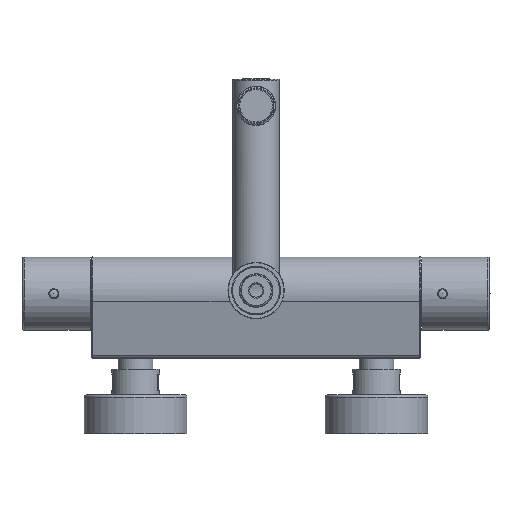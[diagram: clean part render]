
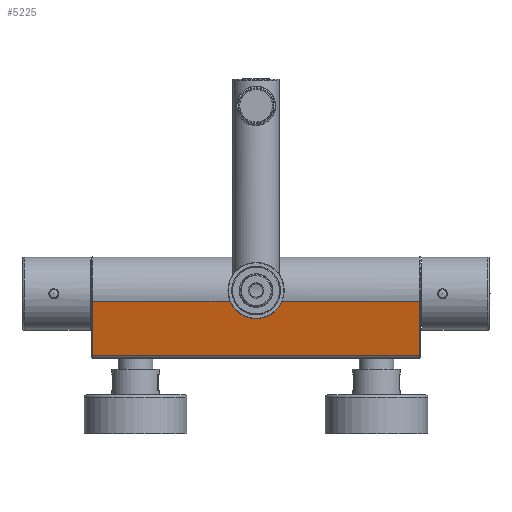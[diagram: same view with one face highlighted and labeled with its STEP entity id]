
A CAD part, front view. The second image highlights one B-rep face of the part: STEP entity #5225.
In plain terms, the highlighted planar face has unit normal (0, -0.978, -0.208).
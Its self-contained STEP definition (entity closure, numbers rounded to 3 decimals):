
#56=ELLIPSE('',#6450,10.735,10.5);
#354=LINE('',#18539,#637);
#363=LINE('',#18583,#646);
#367=LINE('',#18605,#650);
#368=LINE('',#18610,#651);
#369=LINE('',#18611,#652);
#637=VECTOR('',#7531,1000.);
#646=VECTOR('',#7580,1000.);
#650=VECTOR('',#7610,1000.);
#651=VECTOR('',#7615,1000.);
#652=VECTOR('',#7616,1000.);
#1752=ORIENTED_EDGE('',*,*,#2755,.T.);
#1753=ORIENTED_EDGE('',*,*,#2756,.T.);
#1754=ORIENTED_EDGE('',*,*,#2721,.F.);
#1755=ORIENTED_EDGE('',*,*,#2754,.T.);
#1756=ORIENTED_EDGE('',*,*,#2743,.F.);
#1757=ORIENTED_EDGE('',*,*,#2757,.T.);
#2721=EDGE_CURVE('',#3483,#3484,#354,.T.);
#2743=EDGE_CURVE('',#3498,#3499,#363,.T.);
#2754=EDGE_CURVE('',#3483,#3499,#367,.T.);
#2755=EDGE_CURVE('',#3504,#3505,#56,.F.);
#2756=EDGE_CURVE('',#3505,#3484,#368,.T.);
#2757=EDGE_CURVE('',#3498,#3504,#369,.T.);
#3483=VERTEX_POINT('',#18536);
#3484=VERTEX_POINT('',#18540);
#3498=VERTEX_POINT('',#18580);
#3499=VERTEX_POINT('',#18584);
#3504=VERTEX_POINT('',#18608);
#3505=VERTEX_POINT('',#18609);
#4360=EDGE_LOOP('',(#1752,#1753,#1754,#1755,#1756,#1757));
#4790=FACE_BOUND('',#4360,.T.);
#5002=PLANE('',#6449);
#5225=ADVANCED_FACE('',(#4790),#5002,.T.);
#6449=AXIS2_PLACEMENT_3D('',#18606,#7611,#7612);
#6450=AXIS2_PLACEMENT_3D('',#18607,#7613,#7614);
#7531=DIRECTION('',(0.,-0.208,0.978));
#7580=DIRECTION('',(0.,0.208,-0.978));
#7610=DIRECTION('',(1.,0.,0.));
#7611=DIRECTION('',(0.,-0.978,-0.208));
#7612=DIRECTION('',(0.,-0.208,0.978));
#7613=DIRECTION('',(0.,-0.978,-0.208));
#7614=DIRECTION('',(0.,0.208,-0.978));
#7615=DIRECTION('',(-1.,0.,0.));
#7616=DIRECTION('',(-1.,0.,0.));
#18536=CARTESIAN_POINT('',(-102.,-15.337,-38.416));
#18539=CARTESIAN_POINT('',(-102.,-15.337,-38.416));
#18540=CARTESIAN_POINT('',(-102.,-22.496,-4.789));
#18580=CARTESIAN_POINT('',(102.,-22.496,-4.789));
#18583=CARTESIAN_POINT('',(102.,-22.496,-4.789));
#18584=CARTESIAN_POINT('',(102.,-15.337,-38.416));
#18605=CARTESIAN_POINT('',(-102.,-15.337,-38.416));
#18606=CARTESIAN_POINT('',(102.5,-15.,-40.));
#18607=CARTESIAN_POINT('',(0.,-23.941,2.));
#18608=CARTESIAN_POINT('',(8.01,-22.496,-4.789));
#18609=CARTESIAN_POINT('',(-8.01,-22.496,-4.789));
#18610=CARTESIAN_POINT('',(-8.01,-22.496,-4.789));
#18611=CARTESIAN_POINT('',(102.,-22.496,-4.789));
